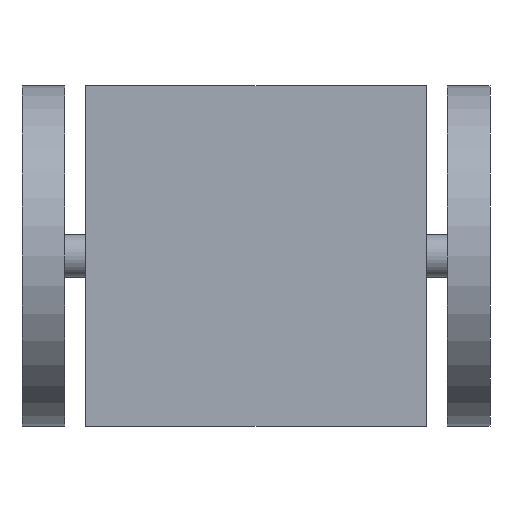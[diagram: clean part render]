
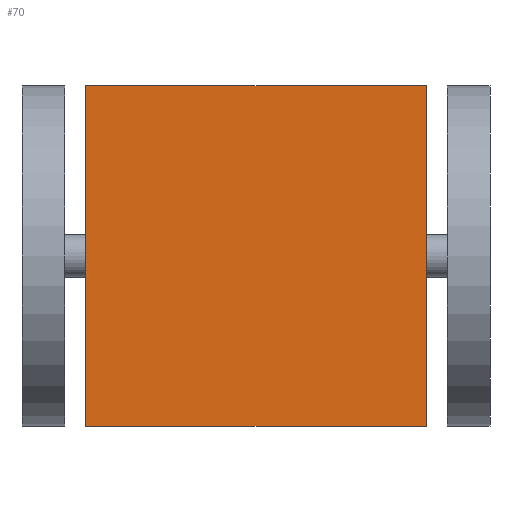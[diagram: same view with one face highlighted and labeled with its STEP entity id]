
A CAD part, front view. The second image highlights one B-rep face of the part: STEP entity #70.
In plain terms, the highlighted planar face has unit normal (0, -1, 0).
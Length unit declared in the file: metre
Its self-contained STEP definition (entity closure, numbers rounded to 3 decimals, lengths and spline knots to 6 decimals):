
#70 = ADVANCED_FACE( '', ( #152 ), #153, .T. );
#152 = FACE_OUTER_BOUND( '', #250, .T. );
#153 = PLANE( '', #251 );
#250 = EDGE_LOOP( '', ( #361, #362, #363, #364 ) );
#251 = AXIS2_PLACEMENT_3D( '', #365, #366, #367 );
#361 = ORIENTED_EDGE( '', *, *, #499, .F. );
#362 = ORIENTED_EDGE( '', *, *, #476, .F. );
#363 = ORIENTED_EDGE( '', *, *, #500, .T. );
#364 = ORIENTED_EDGE( '', *, *, #501, .T. );
#365 = CARTESIAN_POINT( '', ( 0., -0.01905, 0.0127 ) );
#366 = DIRECTION( '', ( 0., -1., 0. ) );
#367 = DIRECTION( '', ( 0., 0., -1. ) );
#476 = EDGE_CURVE( '', #540, #536, #542, .T. );
#499 = EDGE_CURVE( '', #536, #578, #579, .T. );
#500 = EDGE_CURVE( '', #540, #580, #581, .T. );
#501 = EDGE_CURVE( '', #580, #578, #582, .T. );
#536 = VERTEX_POINT( '', #627 );
#540 = VERTEX_POINT( '', #633 );
#542 = LINE( '', #636, #637 );
#578 = VERTEX_POINT( '', #677 );
#579 = LINE( '', #678, #679 );
#580 = VERTEX_POINT( '', #680 );
#581 = LINE( '', #681, #682 );
#582 = LINE( '', #683, #684 );
#627 = CARTESIAN_POINT( '', ( 0.0127, -0.01905, -0.0127 ) );
#633 = CARTESIAN_POINT( '', ( 0.0127, -0.01905, 0.0127 ) );
#636 = CARTESIAN_POINT( '', ( 0.0127, -0.01905, 0.0127 ) );
#637 = VECTOR( '', #744, 1. );
#677 = CARTESIAN_POINT( '', ( -0.0127, -0.01905, -0.0127 ) );
#678 = CARTESIAN_POINT( '', ( 0., -0.01905, -0.0127 ) );
#679 = VECTOR( '', #776, 1. );
#680 = CARTESIAN_POINT( '', ( -0.0127, -0.01905, 0.0127 ) );
#681 = CARTESIAN_POINT( '', ( 0., -0.01905, 0.0127 ) );
#682 = VECTOR( '', #777, 1. );
#683 = CARTESIAN_POINT( '', ( -0.0127, -0.01905, 0.0127 ) );
#684 = VECTOR( '', #778, 1. );
#744 = DIRECTION( '', ( 0., 0., -1. ) );
#776 = DIRECTION( '', ( -1., 0., 0. ) );
#777 = DIRECTION( '', ( -1., 0., 0. ) );
#778 = DIRECTION( '', ( 0., 0., -1. ) );
